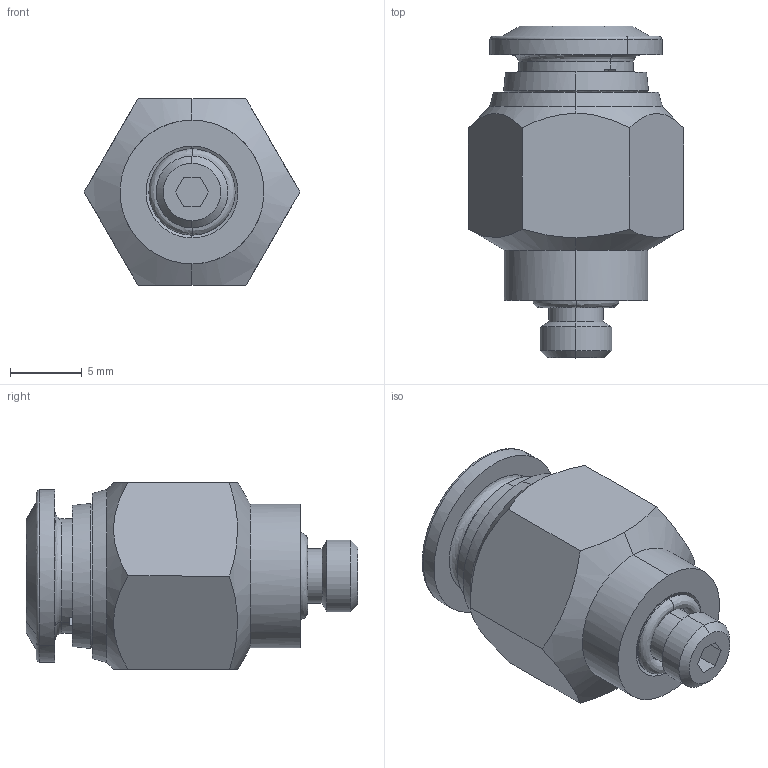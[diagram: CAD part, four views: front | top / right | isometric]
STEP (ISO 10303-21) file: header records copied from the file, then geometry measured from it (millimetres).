
FILE_DESCRIPTION (( 'STEP AP214' ), '1' );
FILE_NAME ('PC06-M5_ME.STEP', '2018-09-06T07:04:45', ( '' ), ( '' ), 'SwSTEP 2.0', 'SolidWorks 2018', '' );
FILE_SCHEMA (( 'AUTOMOTIVE_DESIGN' ));
Length unit declared in the file: millimetre
Products named in the file (1): PC06-M5_ME
Bounding box: 15.01 x 23.1 x 13 mm (x, y, z)
Volume: 2065.7 mm3; surface area: 1309.5 mm2
Topology: 1 solids, 1 shells, 77 faces, 178 edges, 108 vertices
Faces by surface type: bspline 77
Entity records: 3397 total; most frequent: CARTESIAN_POINT 2249, ORIENTED_EDGE 356, EDGE_CURVE 178, B_SPLINE_CURVE_WITH_KNOTS 123, VERTEX_POINT 108, EDGE_LOOP 86, ADVANCED_FACE 77, FACE_OUTER_BOUND 77
